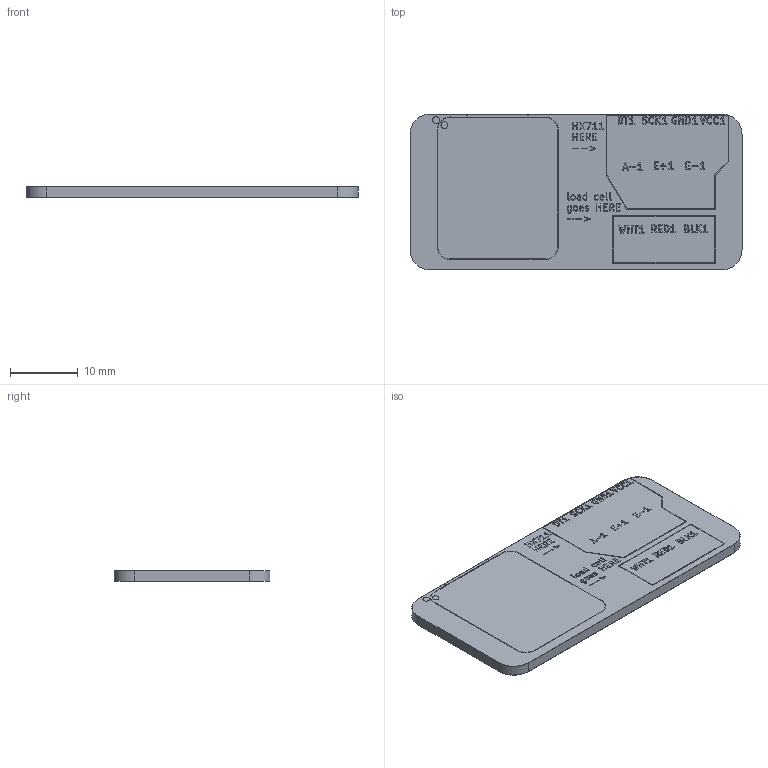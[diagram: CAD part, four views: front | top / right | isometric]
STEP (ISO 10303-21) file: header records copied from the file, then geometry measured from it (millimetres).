
FILE_DESCRIPTION(('KiCad electronic assembly'),'2;1');
FILE_NAME('smartpoopbucket.step','2025-08-06T14:04:51',('Pcbnew'),( 'Kicad'),'Open CASCADE STEP processor 7.8','KiCad to STEP converter' ,'Unknown');
FILE_SCHEMA(('AUTOMOTIVE_DESIGN { 1 0 10303 214 1 1 1 1 }'));
Length unit declared in the file: millimetre
Products named in the file (4): smartpoopbucket 1; smartpoopbucket_silkscreen; smartpoopbucket_soldermask; smartpoopbucket_PCB
Assembly tree (3 placements, depth 2):
  smartpoopbucket 1
    smartpoopbucket_silkscreen
    smartpoopbucket_soldermask
    smartpoopbucket_PCB
Bounding box: 49 x 23 x 1.66 mm (x, y, z)
Volume: 1690.1 mm3; surface area: 4762.4 mm2
Topology: 1 solids, 316 shells, 325 faces, 5690 edges, 5682 vertices
Faces by surface type: plane 321, cylinder 4
Entity records: 52955 total; most frequent: CARTESIAN_POINT 11701, DIRECTION 7441, ORIENTED_EDGE 5714, EDGE_CURVE 5690, VERTEX_POINT 5682, LINE 4597, VECTOR 4597, AXIS2_PLACEMENT_3D 1422
